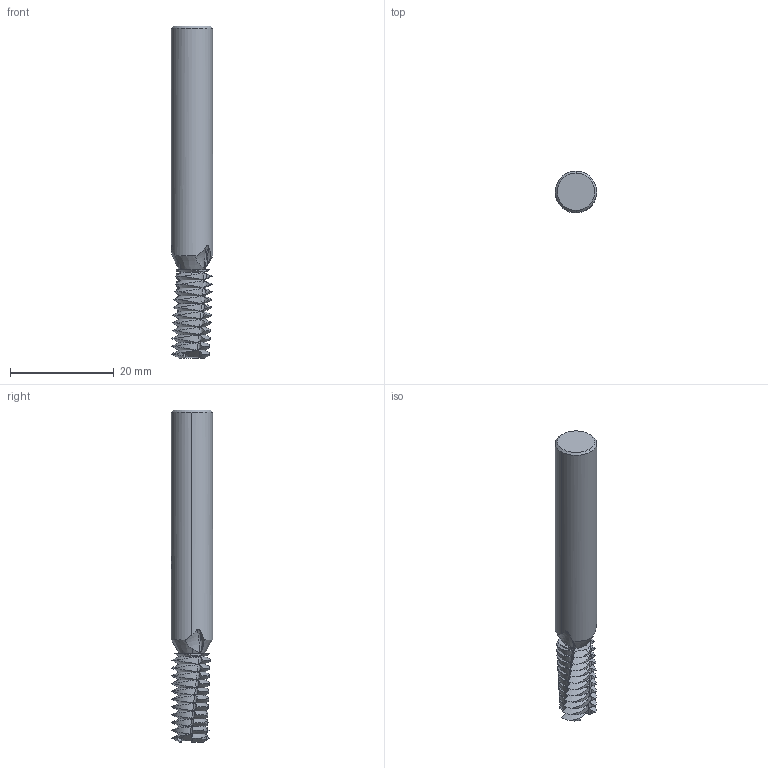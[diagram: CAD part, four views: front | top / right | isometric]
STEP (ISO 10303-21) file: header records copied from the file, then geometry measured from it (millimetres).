
FILE_DESCRIPTION(('no description'),'unknown implementation level');
FILE_NAME('solidVKrSD6GksJ0eJFZbx_3jGV8d7lI_1.STP',' ',('CIMSOURCE GmbH'),('CADClick - KiM GmbH - www.kimweb.de'),'unknown preprocess','ACIS','unknown authorization');
FILE_SCHEMA(('automotive_design'));
Length unit declared in the file: millimetre
Products named in the file (13): 1; 2; 3; 4; 5; 6; 7; 8; 9; 10; 11; 12; 13
Bounding box: 8 x 8 x 64 mm (x, y, z)
Volume: 2765.4 mm3; surface area: 2316.4 mm2
Topology: 13 solids, 13 shells, 237 faces, 649 edges, 416 vertices
Faces by surface type: bspline 108, cone 56, cylinder 35, plane 29, torus 9
Entity records: 24742 total; most frequent: CARTESIAN_POINT 12139, STYLED_ITEM 1315, PRESENTATION_STYLE_ASSIGNMENT 1315, COLOUR_RGB 1315, ORIENTED_EDGE 1298, DIRECTION 701, EDGE_CURVE 649, CURVE_STYLE 649
